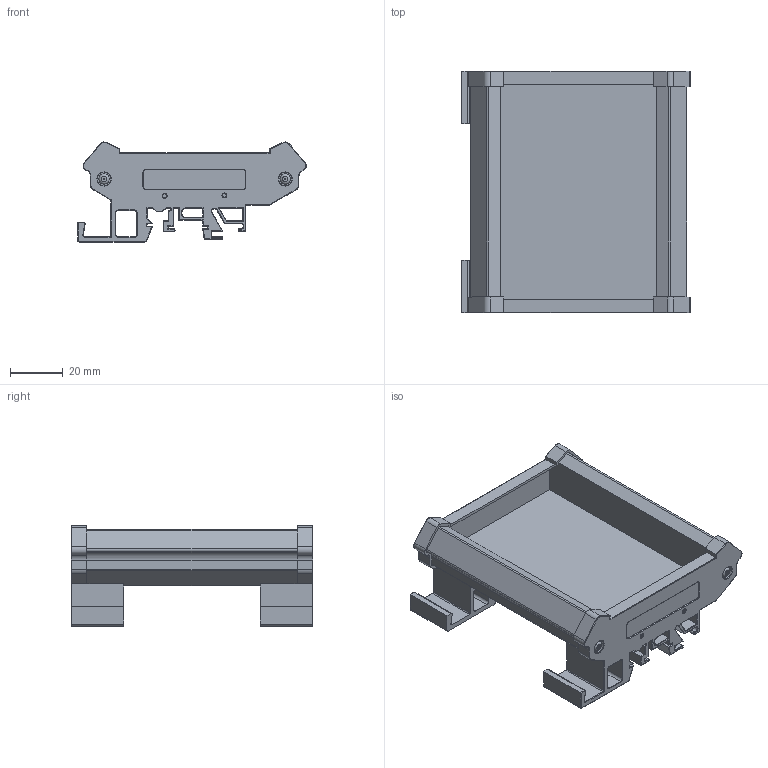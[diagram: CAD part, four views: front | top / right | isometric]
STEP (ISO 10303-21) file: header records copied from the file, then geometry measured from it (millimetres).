
FILE_DESCRIPTION(/* description */ (''),/* implementation_level */ '2;1');
FILE_NAME(/* name */ 'rail mount v2.step',/* time_stamp */ '2021-10-15T11:33:00+01:00',/* author */ (''),/* organization */ (''),/* preprocessor_version */ 'ST-DEVELOPER v18.1',/* originating_system */ 'Autodesk Translation Framework v10.10.0.1391',/* authorisation */ '');
FILE_SCHEMA (('AUTOMOTIVE_DESIGN { 1 0 10303 214 3 1 1 }'));
Length unit declared in the file: millimetre
Products named in the file (2): rail mount; main body
Assembly tree (1 placements, depth 2):
  rail mount
    main body
Bounding box: 87 x 92 x 38.09 mm (x, y, z)
Volume: 69229.2 mm3; surface area: 47239.7 mm2
Topology: 7 solids, 15 shells, 676 faces, 1716 edges, 1074 vertices
Faces by surface type: plane 370, cylinder 240, torus 64, bspline 2
Full cylindrical faces by diameter (mm): 1.5 x4, 5 x4
Entity records: 20376 total; most frequent: CARTESIAN_POINT 3755, DIRECTION 3506, ORIENTED_EDGE 3428, EDGE_CURVE 1714, AXIS2_PLACEMENT_3D 1183, LINE 1140, VECTOR 1140, VERTEX_POINT 1074
